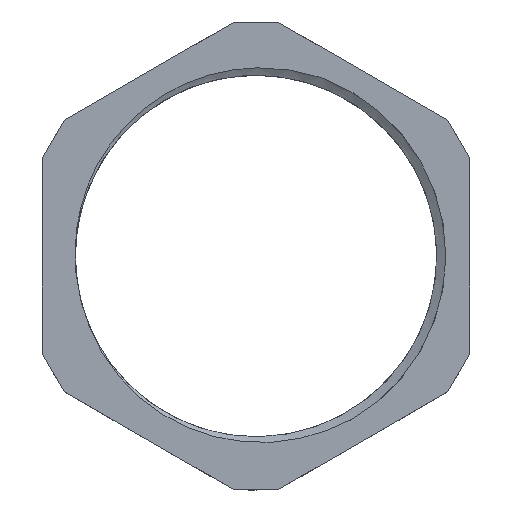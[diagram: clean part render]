
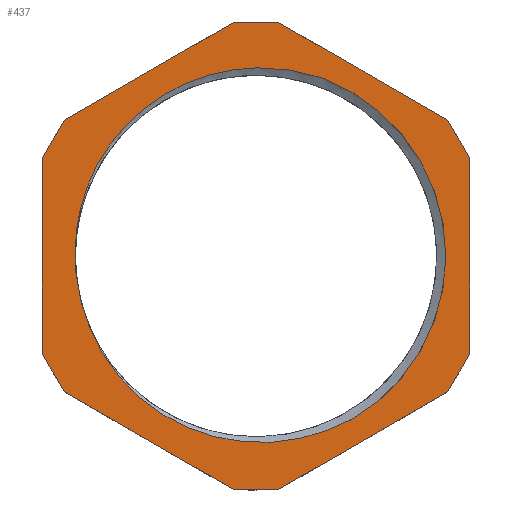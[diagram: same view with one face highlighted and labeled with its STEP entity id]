
A CAD part, top view. The second image highlights one B-rep face of the part: STEP entity #437.
In plain terms, the highlighted planar face has unit normal (0, 0, 1).
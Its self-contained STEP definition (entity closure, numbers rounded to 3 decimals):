
#16=FACE_BOUND('',#119,.T.);
#49=PLANE('',#484);
#51=CIRCLE('',#448,15.245);
#52=CIRCLE('',#451,16.006);
#92=FACE_OUTER_BOUND('',#118,.T.);
#118=EDGE_LOOP('',(#394,#395,#396,#397,#398,#399,#400,#401,#402,#403,#404,
#405));
#119=EDGE_LOOP('',(#406,#407,#408,#409,#410));
#121=LINE('',#1208,#148);
#123=LINE('',#1216,#150);
#126=LINE('',#1230,#153);
#128=LINE('',#1236,#155);
#130=LINE('',#1248,#157);
#132=LINE('',#1254,#159);
#134=LINE('',#1266,#161);
#136=LINE('',#1272,#163);
#138=LINE('',#1285,#165);
#141=LINE('',#1298,#168);
#142=LINE('',#1303,#169);
#145=LINE('',#1316,#172);
#146=LINE('',#1319,#173);
#148=VECTOR('',#496,10.);
#150=VECTOR('',#506,10.);
#153=VECTOR('',#511,10.);
#155=VECTOR('',#517,10.);
#157=VECTOR('',#521,10.);
#159=VECTOR('',#527,10.);
#161=VECTOR('',#531,10.);
#163=VECTOR('',#537,10.);
#165=VECTOR('',#541,10.);
#168=VECTOR('',#546,10.);
#169=VECTOR('',#551,10.);
#172=VECTOR('',#556,10.);
#173=VECTOR('',#561,10.);
#176=B_SPLINE_CURVE_WITH_KNOTS('',3,(#812,#813,#814,#815,#816,#817,#818,
#819,#820,#821,#822,#823,#824),.UNSPECIFIED.,.F.,.F.,(4,3,3,3,4),(-2.654,
-2.307,-1.548,-0.779,0.),
 .UNSPECIFIED.);
#181=B_SPLINE_CURVE_WITH_KNOTS('',3,(#1193,#1194,#1195,#1196,#1197,#1198,
#1199,#1200,#1201,#1202,#1203,#1204,#1205),.UNSPECIFIED.,.F.,.F.,(4,3,3,
3,4),(-2.921,-2.313,-1.532,-0.761,
0.),.UNSPECIFIED.);
#184=VERTEX_POINT('',#772);
#185=VERTEX_POINT('',#811);
#188=VERTEX_POINT('',#868);
#190=VERTEX_POINT('',#1086);
#191=VERTEX_POINT('',#1207);
#192=VERTEX_POINT('',#1214);
#193=VERTEX_POINT('',#1215);
#197=VERTEX_POINT('',#1229);
#199=VERTEX_POINT('',#1235);
#202=VERTEX_POINT('',#1247);
#204=VERTEX_POINT('',#1253);
#207=VERTEX_POINT('',#1265);
#209=VERTEX_POINT('',#1271);
#212=VERTEX_POINT('',#1283);
#213=VERTEX_POINT('',#1284);
#217=VERTEX_POINT('',#1301);
#218=VERTEX_POINT('',#1302);
#224=EDGE_CURVE('',#184,#185,#176,.T.);
#229=EDGE_CURVE('',#188,#184,#51,.T.);
#232=EDGE_CURVE('',#190,#188,#181,.T.);
#233=EDGE_CURVE('',#185,#191,#121,.T.);
#235=EDGE_CURVE('',#190,#191,#52,.T.);
#237=EDGE_CURVE('',#192,#193,#123,.T.);
#242=EDGE_CURVE('',#193,#197,#126,.T.);
#245=EDGE_CURVE('',#197,#199,#128,.T.);
#249=EDGE_CURVE('',#199,#202,#130,.T.);
#252=EDGE_CURVE('',#202,#204,#132,.T.);
#256=EDGE_CURVE('',#204,#207,#134,.T.);
#259=EDGE_CURVE('',#207,#209,#136,.T.);
#263=EDGE_CURVE('',#212,#213,#138,.T.);
#268=EDGE_CURVE('',#213,#192,#141,.T.);
#270=EDGE_CURVE('',#217,#218,#142,.T.);
#275=EDGE_CURVE('',#209,#217,#145,.T.);
#277=EDGE_CURVE('',#218,#212,#146,.T.);
#394=ORIENTED_EDGE('',*,*,#275,.T.);
#395=ORIENTED_EDGE('',*,*,#270,.T.);
#396=ORIENTED_EDGE('',*,*,#277,.T.);
#397=ORIENTED_EDGE('',*,*,#263,.T.);
#398=ORIENTED_EDGE('',*,*,#268,.T.);
#399=ORIENTED_EDGE('',*,*,#237,.T.);
#400=ORIENTED_EDGE('',*,*,#242,.T.);
#401=ORIENTED_EDGE('',*,*,#245,.T.);
#402=ORIENTED_EDGE('',*,*,#249,.T.);
#403=ORIENTED_EDGE('',*,*,#252,.T.);
#404=ORIENTED_EDGE('',*,*,#256,.T.);
#405=ORIENTED_EDGE('',*,*,#259,.T.);
#406=ORIENTED_EDGE('',*,*,#235,.T.);
#407=ORIENTED_EDGE('',*,*,#233,.F.);
#408=ORIENTED_EDGE('',*,*,#224,.F.);
#409=ORIENTED_EDGE('',*,*,#229,.F.);
#410=ORIENTED_EDGE('',*,*,#232,.F.);
#437=ADVANCED_FACE('',(#92,#16),#49,.T.);
#448=AXIS2_PLACEMENT_3D('',#907,#492,#493);
#451=AXIS2_PLACEMENT_3D('',#1211,#500,#501);
#484=AXIS2_PLACEMENT_3D('',#1334,#590,#591);
#492=DIRECTION('center_axis',(0.,0.,1.));
#493=DIRECTION('ref_axis',(-1.,0.,0.));
#496=DIRECTION('',(0.5,-0.866,0.));
#500=DIRECTION('center_axis',(0.,0.,-1.));
#501=DIRECTION('ref_axis',(-1.,0.,0.));
#506=DIRECTION('',(0.866,0.5,0.));
#511=DIRECTION('',(0.5,0.866,0.));
#517=DIRECTION('',(0.,1.,0.));
#521=DIRECTION('',(-0.5,0.866,0.));
#527=DIRECTION('',(-0.866,0.5,0.));
#531=DIRECTION('',(-1.,0.,0.));
#537=DIRECTION('',(-0.866,-0.5,0.));
#541=DIRECTION('',(0.866,-0.5,0.));
#546=DIRECTION('',(1.,0.,0.));
#551=DIRECTION('',(0.,-1.,0.));
#556=DIRECTION('',(-0.5,-0.866,0.));
#561=DIRECTION('',(0.5,-0.866,0.));
#590=DIRECTION('center_axis',(0.,0.,1.));
#591=DIRECTION('ref_axis',(1.,0.,0.));
#772=CARTESIAN_POINT('',(-14.054,-5.908,4.04));
#811=CARTESIAN_POINT('',(7.969,-13.802,4.04));
#812=CARTESIAN_POINT('Ctrl Pts',(-14.053,-5.907,4.04));
#813=CARTESIAN_POINT('Ctrl Pts',(-13.633,-6.986,4.04));
#814=CARTESIAN_POINT('Ctrl Pts',(-13.094,-8.013,4.04));
#815=CARTESIAN_POINT('Ctrl Pts',(-12.444,-8.968,4.04));
#816=CARTESIAN_POINT('Ctrl Pts',(-11.023,-11.054,4.04));
#817=CARTESIAN_POINT('Ctrl Pts',(-9.076,-12.781,4.04));
#818=CARTESIAN_POINT('Ctrl Pts',(-6.848,-13.949,4.04));
#819=CARTESIAN_POINT('Ctrl Pts',(-4.588,-15.132,4.04));
#820=CARTESIAN_POINT('Ctrl Pts',(-2.024,-15.75,4.04));
#821=CARTESIAN_POINT('Ctrl Pts',(0.529,-15.73,4.04));
#822=CARTESIAN_POINT('Ctrl Pts',(3.113,-15.71,4.04));
#823=CARTESIAN_POINT('Ctrl Pts',(5.689,-15.042,4.04));
#824=CARTESIAN_POINT('Ctrl Pts',(7.969,-13.802,4.04));
#868=CARTESIAN_POINT('',(-15.215,0.957,4.04));
#907=CARTESIAN_POINT('Origin',(0.,0.,4.04));
#1086=CARTESIAN_POINT('',(5.579,15.002,4.04));
#1193=CARTESIAN_POINT('Ctrl Pts',(5.58,15.002,4.04));
#1194=CARTESIAN_POINT('Ctrl Pts',(3.661,15.658,4.04));
#1195=CARTESIAN_POINT('Ctrl Pts',(1.628,15.949,4.04));
#1196=CARTESIAN_POINT('Ctrl Pts',(-0.393,15.847,4.04));
#1197=CARTESIAN_POINT('Ctrl Pts',(-2.99,15.716,4.04));
#1198=CARTESIAN_POINT('Ctrl Pts',(-5.55,14.931,4.04));
#1199=CARTESIAN_POINT('Ctrl Pts',(-7.765,13.588,4.04));
#1200=CARTESIAN_POINT('Ctrl Pts',(-9.953,12.26,4.04));
#1201=CARTESIAN_POINT('Ctrl Pts',(-11.815,10.378,4.04));
#1202=CARTESIAN_POINT('Ctrl Pts',(-13.111,8.169,4.04));
#1203=CARTESIAN_POINT('Ctrl Pts',(-14.39,5.99,4.04));
#1204=CARTESIAN_POINT('Ctrl Pts',(-15.123,3.493,4.04));
#1205=CARTESIAN_POINT('Ctrl Pts',(-15.215,0.957,4.04));
#1207=CARTESIAN_POINT('',(8.003,-13.862,4.04));
#1208=CARTESIAN_POINT('',(3.936,-6.817,4.04));
#1211=CARTESIAN_POINT('Origin',(0.,0.,4.04));
#1214=CARTESIAN_POINT('',(1.836,-19.725,4.04));
#1215=CARTESIAN_POINT('',(16.164,-11.452,4.04));
#1216=CARTESIAN_POINT('',(16.858,-11.052,4.04));
#1229=CARTESIAN_POINT('',(18.,-8.273,4.04));
#1230=CARTESIAN_POINT('',(17.541,-9.067,4.04));
#1235=CARTESIAN_POINT('',(18.,8.273,4.04));
#1236=CARTESIAN_POINT('',(18.,-0.801,4.04));
#1247=CARTESIAN_POINT('',(16.164,11.452,4.04));
#1248=CARTESIAN_POINT('',(20.899,3.251,4.04));
#1253=CARTESIAN_POINT('',(1.836,19.725,4.04));
#1254=CARTESIAN_POINT('',(13.969,12.719,4.04));
#1265=CARTESIAN_POINT('',(-1.836,19.725,4.04));
#1266=CARTESIAN_POINT('',(7.634,19.725,4.04));
#1271=CARTESIAN_POINT('',(-16.164,11.452,4.04));
#1272=CARTESIAN_POINT('',(-8.306,15.989,4.04));
#1283=CARTESIAN_POINT('',(-16.164,-11.452,4.04));
#1284=CARTESIAN_POINT('',(-1.836,-19.725,4.04));
#1285=CARTESIAN_POINT('',(3.134,-22.594,4.04));
#1298=CARTESIAN_POINT('',(9.469,-19.725,4.04));
#1301=CARTESIAN_POINT('',(-18.,8.273,4.04));
#1302=CARTESIAN_POINT('',(-18.,-8.273,4.04));
#1303=CARTESIAN_POINT('',(-18.,-9.074,4.04));
#1316=CARTESIAN_POINT('',(-17.541,9.067,4.04));
#1319=CARTESIAN_POINT('',(-12.347,-18.063,4.04));
#1334=CARTESIAN_POINT('Origin',(17.103,-9.875,4.04));
